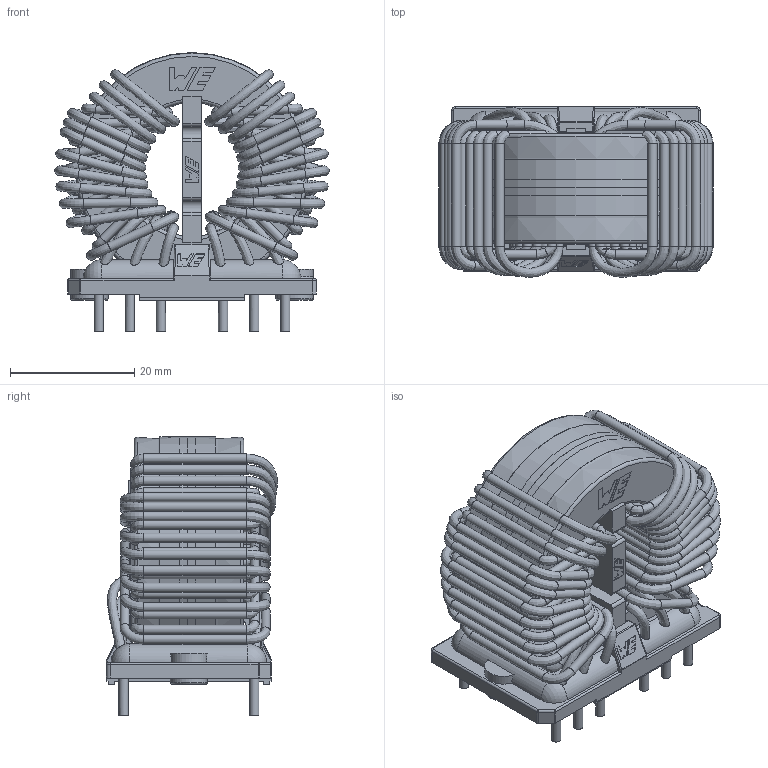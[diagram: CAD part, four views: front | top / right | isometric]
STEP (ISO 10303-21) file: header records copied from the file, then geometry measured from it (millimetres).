
FILE_DESCRIPTION(/* description */ ('Unknown'),/* implementation_level */ '2;1');
FILE_NAME(/* name */ '7448063801_tri_Rev1.1',/* time_stamp */ '2024-01-23T13:38:10+01:00',/* author */ ('Unknown'),/* organization */ ('Unknown'),/* preprocessor_version */ 'ST-DEVELOPER v18.102',/* originating_system */ 'Solid Edge',/* authorisation */ 'Unknown');
FILE_SCHEMA (('AUTOMOTIVE_DESIGN {1 0 10303 214 3 1 1}'));
Length unit declared in the file: millimetre
Products named in the file (10): 7448063801_tri_Rev1.1; Case-Core-Tape; CASE-T3424-A_Rev1.1; CORE-342415_Rev1.1; CASE-T3424-B_Rev1.1; Tape; spacer-2320-1_Rev1.1; glue; Coil; t36-base_Rev1.1
Assembly tree (9 placements, depth 3):
  7448063801_tri_Rev1.1
    Case-Core-Tape
      CASE-T3424-A_Rev1.1
      CORE-342415_Rev1.1
      CASE-T3424-B_Rev1.1
      Tape
    spacer-2320-1_Rev1.1
    glue
    Coil
    t36-base_Rev1.1
Bounding box: 44.1 x 27.51 x 44.82 mm (x, y, z)
Volume: 22472.4 mm3; surface area: 36358.1 mm2
Topology: 12 solids, 12 shells, 1202 faces, 2983 edges, 1837 vertices
Faces by surface type: plane 536, cylinder 370, bspline 188, cone 46, torus 40, sphere 22
Full cylindrical faces by diameter (mm): 1.5 x168, 1.7 x12, 2.4 x4, 6 x2, 21.5 x1, 23.4 x2, 24 x1, 34 x1, 34.8 x2, 37.5 x1
Entity records: 78250 total; most frequent: CARTESIAN_POINT 47696, DIRECTION 5084, ORIENTED_EDGE 4892, EDGE_CURVE 2446, AXIS2_PLACEMENT_3D 1855, EDGE_LOOP 1749, FACE_BOUND 1749, VERTEX_POINT 1745
